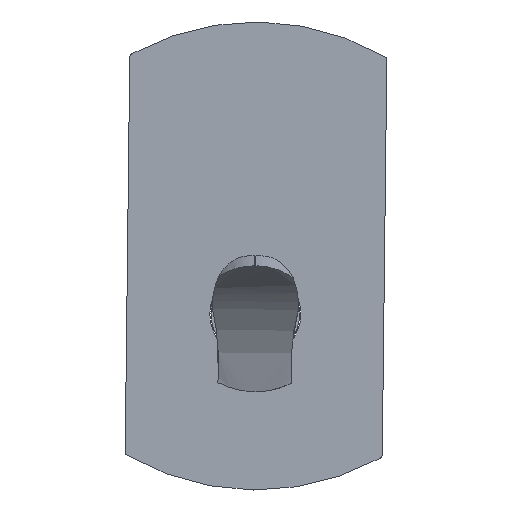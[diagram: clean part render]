
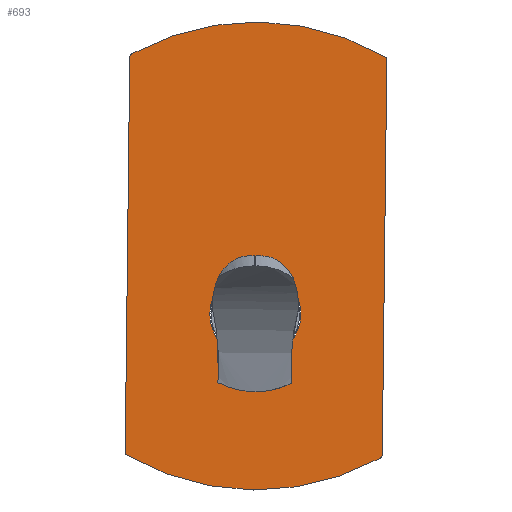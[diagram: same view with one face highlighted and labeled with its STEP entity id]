
A CAD part, top view. The second image highlights one B-rep face of the part: STEP entity #693.
In plain terms, the highlighted planar face has unit normal (0, 0, 1).
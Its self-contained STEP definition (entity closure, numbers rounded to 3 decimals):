
#6 = CIRCLE ( 'NONE', #1592, 2. ) ;
#35 = EDGE_CURVE ( 'NONE', #2174, #1586, #2005, .T. ) ;
#89 = AXIS2_PLACEMENT_3D ( 'NONE', #1554, #834, #2065 ) ;
#117 = CARTESIAN_POINT ( 'NONE',  ( 58.628, 141.879, 2. ) ) ;
#142 = DIRECTION ( 'NONE',  ( 0., 0., 1. ) ) ;
#176 = DIRECTION ( 'NONE',  ( 0., 0., 1. ) ) ;
#193 = EDGE_CURVE ( 'NONE', #1586, #2174, #488, .T. ) ;
#202 = AXIS2_PLACEMENT_3D ( 'NONE', #1228, #536, #1425 ) ;
#222 = DIRECTION ( 'NONE',  ( 1., 0., 0. ) ) ;
#253 = ORIENTED_EDGE ( 'NONE', *, *, #1288, .T. ) ;
#257 = CIRCLE ( 'NONE', #1984, 2. ) ;
#270 = AXIS2_PLACEMENT_3D ( 'NONE', #635, #2041, #1693 ) ;
#278 = ORIENTED_EDGE ( 'NONE', *, *, #1886, .T. ) ;
#291 = EDGE_LOOP ( 'NONE', ( #317, #458 ) ) ;
#300 = ORIENTED_EDGE ( 'NONE', *, *, #1015, .T. ) ;
#317 = ORIENTED_EDGE ( 'NONE', *, *, #35, .F. ) ;
#320 = AXIS2_PLACEMENT_3D ( 'NONE', #1403, #142, #667 ) ;
#329 = LINE ( 'NONE', #1724, #1386 ) ;
#374 = CARTESIAN_POINT ( 'NONE',  ( 139.878, 0., 2. ) ) ;
#409 = CARTESIAN_POINT ( 'NONE',  ( 20.895, 262.621, 2. ) ) ;
#458 = ORIENTED_EDGE ( 'NONE', *, *, #193, .F. ) ;
#488 = CIRCLE ( 'NONE', #270, 21.25 ) ;
#504 = DIRECTION ( 'NONE',  ( 0., 0., 1. ) ) ;
#511 = CIRCLE ( 'NONE', #705, 2. ) ;
#517 = ORIENTED_EDGE ( 'NONE', *, *, #844, .F. ) ;
#536 = DIRECTION ( 'NONE',  ( 0., 0., 1. ) ) ;
#583 = CARTESIAN_POINT ( 'NONE',  ( 101.128, 141.879, 2. ) ) ;
#635 = CARTESIAN_POINT ( 'NONE',  ( 79.878, 141.879, 2. ) ) ;
#657 = DIRECTION ( 'NONE',  ( 0., -1., 0. ) ) ;
#660 = FACE_BOUND ( 'NONE', #291, .T. ) ;
#667 = DIRECTION ( 'NONE',  ( 1., 0., 0. ) ) ;
#676 = DIRECTION ( 'NONE',  ( 1., 0., 0. ) ) ;
#689 = VERTEX_POINT ( 'NONE', #1743 ) ;
#693 = ADVANCED_FACE ( 'NONE', ( #660, #1478 ), #2105, .T. ) ;
#696 = CARTESIAN_POINT ( 'NONE',  ( 138.913, -1.706, 2. ) ) ;
#704 = AXIS2_PLACEMENT_3D ( 'NONE', #1959, #1410, #1941 ) ;
#705 = AXIS2_PLACEMENT_3D ( 'NONE', #1278, #1964, #222 ) ;
#754 = ORIENTED_EDGE ( 'NONE', *, *, #1755, .T. ) ;
#771 = EDGE_CURVE ( 'NONE', #1787, #2104, #1506, .T. ) ;
#786 = LINE ( 'NONE', #696, #1405 ) ;
#812 = ORIENTED_EDGE ( 'NONE', *, *, #2083, .T. ) ;
#834 = DIRECTION ( 'NONE',  ( 0., 0., 1. ) ) ;
#838 = VERTEX_POINT ( 'NONE', #1587 ) ;
#839 = AXIS2_PLACEMENT_3D ( 'NONE', #1041, #176, #1588 ) ;
#844 = EDGE_CURVE ( 'NONE', #1345, #2176, #1357, .T. ) ;
#876 = VECTOR ( 'NONE', #2156, 1000. ) ;
#934 = CARTESIAN_POINT ( 'NONE',  ( 21.878, 260.879, 2. ) ) ;
#944 = CIRCLE ( 'NONE', #89, 2. ) ;
#996 = CIRCLE ( 'NONE', #320, 120. ) ;
#1006 = EDGE_CURVE ( 'NONE', #838, #1256, #329, .T. ) ;
#1015 = EDGE_CURVE ( 'NONE', #1256, #1216, #944, .T. ) ;
#1041 = CARTESIAN_POINT ( 'NONE',  ( 79.878, 141.879, 2. ) ) ;
#1049 = CARTESIAN_POINT ( 'NONE',  ( 139.878, 260.879, 2. ) ) ;
#1068 = ORIENTED_EDGE ( 'NONE', *, *, #1879, .T. ) ;
#1128 = ORIENTED_EDGE ( 'NONE', *, *, #771, .T. ) ;
#1216 = VERTEX_POINT ( 'NONE', #1376 ) ;
#1225 = VERTEX_POINT ( 'NONE', #2077 ) ;
#1228 = CARTESIAN_POINT ( 'NONE',  ( 0., 0., 2. ) ) ;
#1256 = VERTEX_POINT ( 'NONE', #1922 ) ;
#1278 = CARTESIAN_POINT ( 'NONE',  ( 137.878, 76.879, 2. ) ) ;
#1288 = EDGE_CURVE ( 'NONE', #1345, #1787, #257, .T. ) ;
#1313 = DIRECTION ( 'NONE',  ( 1., 0., 0. ) ) ;
#1345 = VERTEX_POINT ( 'NONE', #1049 ) ;
#1357 = LINE ( 'NONE', #374, #876 ) ;
#1376 = CARTESIAN_POINT ( 'NONE',  ( 20.895, 75.138, 2. ) ) ;
#1386 = VECTOR ( 'NONE', #657, 1000. ) ;
#1403 = CARTESIAN_POINT ( 'NONE',  ( 79.878, 179.641, 2. ) ) ;
#1405 = VECTOR ( 'NONE', #1422, 1000. ) ;
#1410 = DIRECTION ( 'NONE',  ( 0., 0., 1. ) ) ;
#1422 = DIRECTION ( 'NONE',  ( 0.012, 1., 0. ) ) ;
#1425 = DIRECTION ( 'NONE',  ( 1., 0., 0. ) ) ;
#1478 = FACE_OUTER_BOUND ( 'NONE', #2076, .T. ) ;
#1506 = CIRCLE ( 'NONE', #704, 120. ) ;
#1554 = CARTESIAN_POINT ( 'NONE',  ( 21.878, 76.879, 2. ) ) ;
#1573 = CARTESIAN_POINT ( 'NONE',  ( 137.878, 260.879, 2. ) ) ;
#1586 = VERTEX_POINT ( 'NONE', #583 ) ;
#1587 = CARTESIAN_POINT ( 'NONE',  ( 19.878, 260.879, 2. ) ) ;
#1588 = DIRECTION ( 'NONE',  ( 1., 0., 0. ) ) ;
#1592 = AXIS2_PLACEMENT_3D ( 'NONE', #934, #2168, #1313 ) ;
#1693 = DIRECTION ( 'NONE',  ( 1., 0., 0. ) ) ;
#1724 = CARTESIAN_POINT ( 'NONE',  ( 19.878, 0., 2. ) ) ;
#1743 = CARTESIAN_POINT ( 'NONE',  ( 139.877, 76.83, 2. ) ) ;
#1755 = EDGE_CURVE ( 'NONE', #1216, #1225, #996, .T. ) ;
#1787 = VERTEX_POINT ( 'NONE', #2088 ) ;
#1879 = EDGE_CURVE ( 'NONE', #689, #2176, #786, .T. ) ;
#1886 = EDGE_CURVE ( 'NONE', #1225, #689, #511, .T. ) ;
#1922 = CARTESIAN_POINT ( 'NONE',  ( 19.878, 76.879, 2. ) ) ;
#1941 = DIRECTION ( 'NONE',  ( 1., 0., 0. ) ) ;
#1959 = CARTESIAN_POINT ( 'NONE',  ( 79.878, 158.117, 2. ) ) ;
#1960 = ORIENTED_EDGE ( 'NONE', *, *, #1006, .T. ) ;
#1964 = DIRECTION ( 'NONE',  ( 0., 0., 1. ) ) ;
#1984 = AXIS2_PLACEMENT_3D ( 'NONE', #1573, #504, #676 ) ;
#2005 = CIRCLE ( 'NONE', #839, 21.25 ) ;
#2041 = DIRECTION ( 'NONE',  ( 0., 0., 1. ) ) ;
#2065 = DIRECTION ( 'NONE',  ( 1., 0., 0. ) ) ;
#2076 = EDGE_LOOP ( 'NONE', ( #1128, #812, #1960, #300, #754, #278, #1068, #517, #253 ) ) ;
#2077 = CARTESIAN_POINT ( 'NONE',  ( 138.861, 75.138, 2. ) ) ;
#2083 = EDGE_CURVE ( 'NONE', #2104, #838, #6, .T. ) ;
#2088 = CARTESIAN_POINT ( 'NONE',  ( 138.861, 262.621, 2. ) ) ;
#2104 = VERTEX_POINT ( 'NONE', #409 ) ;
#2105 = PLANE ( 'NONE',  #202 ) ;
#2156 = DIRECTION ( 'NONE',  ( 0., -1., 0. ) ) ;
#2168 = DIRECTION ( 'NONE',  ( 0., 0., 1. ) ) ;
#2174 = VERTEX_POINT ( 'NONE', #117 ) ;
#2176 = VERTEX_POINT ( 'NONE', #2206 ) ;
#2206 = CARTESIAN_POINT ( 'NONE',  ( 139.878, 76.879, 2. ) ) ;
